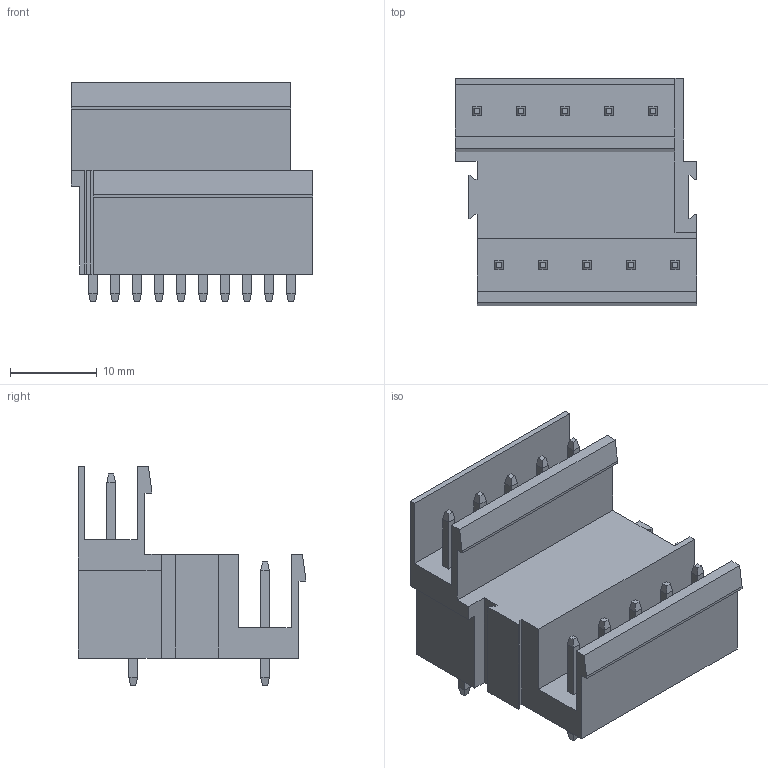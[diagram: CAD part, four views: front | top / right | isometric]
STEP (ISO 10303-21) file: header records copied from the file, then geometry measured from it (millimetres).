
FILE_DESCRIPTION(('CATIA V5 STEP Exchange','CAx-IF Rec.Pracs.--- Model Styling and Organization---1.2---2011-12-15'),'2;1');
FILE_NAME ('D1454955_0_1725680000_1725680000.stp','2018-11-10T04:59:01+00:00',('none'),('Weidmueller'),'CATIA Version 5-6 Release 2014','CATIA V5 STEP AP214','none');
FILE_SCHEMA(('AUTOMOTIVE_DESIGN { 1 0 10303 214 1 1 1 1 }'));
Length unit declared in the file: millimetre
Products named in the file (1): 1725680000
Bounding box: 27.94 x 26.28 x 25.36 mm (x, y, z)
Volume: 7287.9 mm3; surface area: 5169.6 mm2
Topology: 11 solids, 11 shells, 307 faces, 775 edges, 490 vertices
Faces by surface type: plane 267, cylinder 40
Entity records: 8198 total; most frequent: ORIENTED_EDGE 1550, CARTESIAN_POINT 1499, DIRECTION 1001, EDGE_CURVE 775, VECTOR 615, LINE 615, VERTEX_POINT 490, EDGE_LOOP 327
